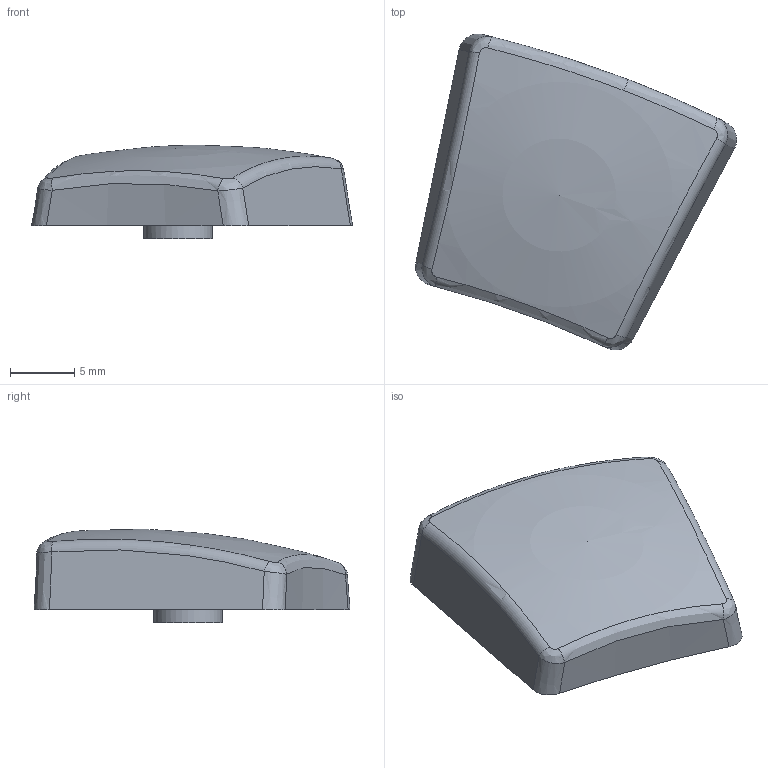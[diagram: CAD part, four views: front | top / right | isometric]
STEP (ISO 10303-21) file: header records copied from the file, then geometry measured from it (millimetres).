
FILE_DESCRIPTION(('HOOPS Exchange Step'),'2;1');
FILE_NAME('temp_export','2024-09-28T15:21:35+02:00',('anaumann'),('Shapr3D Limited'),'HOOPS Exchange 2024.2','Shapr3D','Authorized');
FILE_SCHEMA( ('AP242_MANAGED_MODEL_BASED_3D_ENGINEERING_MIM_LF {1 0 10303 442 1 1 4 }') );
Length unit declared in the file: millimetre
Products named in the file (1): Thumb Home
Bounding box: 24.91 x 24.49 x 7.24 mm (x, y, z)
Volume: 1635.1 mm3; surface area: 1322.2 mm2
Topology: 1 solids, 1 shells, 67 faces, 161 edges, 99 vertices
Faces by surface type: plane 33, bspline 18, cylinder 9, cone 4, torus 2, sphere 1
Full cylindrical faces by diameter (mm): 1.5 x1, 5.3 x1
Entity records: 3766 total; most frequent: CARTESIAN_POINT 2299, ORIENTED_EDGE 320, DIRECTION 252, EDGE_CURVE 160, VERTEX_POINT 99, VECTOR 86, LINE 86, AXIS2_PLACEMENT_3D 83
